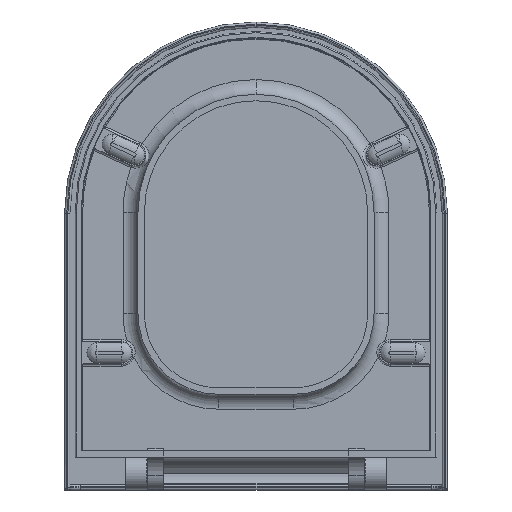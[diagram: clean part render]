
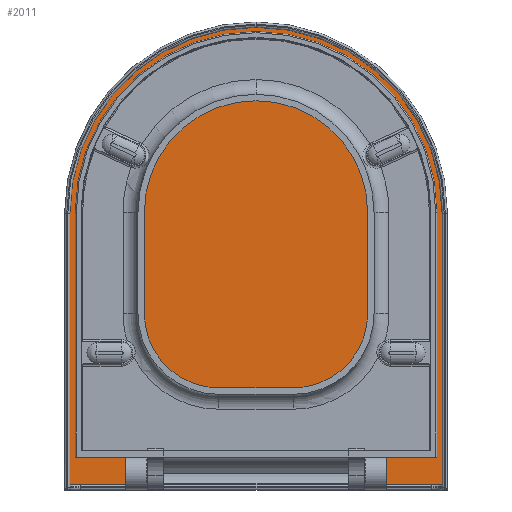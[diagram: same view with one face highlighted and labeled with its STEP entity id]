
A CAD part, front view. The second image highlights one B-rep face of the part: STEP entity #2011.
In plain terms, the highlighted planar face has unit normal (0, -1, 0).
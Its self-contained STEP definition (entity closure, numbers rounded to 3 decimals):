
#23 = EDGE_CURVE ( 'NONE', #7977, #63, #4578, .T. ) ;
#60 = VECTOR ( 'NONE', #3528, 1000. ) ;
#63 = VERTEX_POINT ( 'NONE', #2654 ) ;
#92 = VECTOR ( 'NONE', #8223, 1000. ) ;
#96 = EDGE_LOOP ( 'NONE', ( #6744, #1743, #8028, #7923, #5210, #3715, #6534, #3065, #532, #5890 ) ) ;
#118 = VERTEX_POINT ( 'NONE', #3346 ) ;
#194 = VERTEX_POINT ( 'NONE', #7954 ) ;
#330 = VECTOR ( 'NONE', #1717, 1000. ) ;
#356 = CARTESIAN_POINT ( 'NONE',  ( -122.5, 40., 37. ) ) ;
#442 = DIRECTION ( 'NONE',  ( 0., 1., 0. ) ) ;
#447 = EDGE_CURVE ( 'NONE', #3403, #7977, #1730, .T. ) ;
#519 = LINE ( 'NONE', #5776, #3687 ) ;
#532 = ORIENTED_EDGE ( 'NONE', *, *, #3566, .T. ) ;
#686 = VECTOR ( 'NONE', #8107, 1000. ) ;
#729 = EDGE_CURVE ( 'NONE', #7787, #118, #6282, .T. ) ;
#780 = PLANE ( 'NONE',  #1862 ) ;
#825 = DIRECTION ( 'NONE',  ( 0., 0., 1. ) ) ;
#956 = VECTOR ( 'NONE', #1678, 1000. ) ;
#1174 = CARTESIAN_POINT ( 'NONE',  ( -122.5, 40., 5. ) ) ;
#1378 = CARTESIAN_POINT ( 'NONE',  ( 175., 40., 5. ) ) ;
#1549 = EDGE_CURVE ( 'NONE', #4940, #194, #5640, .T. ) ;
#1599 = CARTESIAN_POINT ( 'NONE',  ( 110.116, 40., 37. ) ) ;
#1639 = AXIS2_PLACEMENT_3D ( 'NONE', #4344, #3691, #7035 ) ;
#1678 = DIRECTION ( 'NONE',  ( -1., 0., 0. ) ) ;
#1717 = DIRECTION ( 'NONE',  ( 0., 0., 1. ) ) ;
#1720 = EDGE_CURVE ( 'NONE', #6432, #118, #8148, .T. ) ;
#1730 = LINE ( 'NONE', #5641, #8070 ) ;
#1743 = ORIENTED_EDGE ( 'NONE', *, *, #4730, .T. ) ;
#1779 = CARTESIAN_POINT ( 'NONE',  ( 0., 40., 260. ) ) ;
#1862 = AXIS2_PLACEMENT_3D ( 'NONE', #6866, #2876, #825 ) ;
#1939 = VECTOR ( 'NONE', #4379, 1000. ) ;
#2011 = ADVANCED_FACE ( 'NONE', ( #4216, #2918 ), #780, .F. ) ;
#2137 = EDGE_CURVE ( 'NONE', #194, #7529, #2794, .T. ) ;
#2396 = LINE ( 'NONE', #5039, #92 ) ;
#2499 = AXIS2_PLACEMENT_3D ( 'NONE', #1779, #4430, #7089 ) ;
#2654 = CARTESIAN_POINT ( 'NONE',  ( 175., 40., 260. ) ) ;
#2733 = ORIENTED_EDGE ( 'NONE', *, *, #6836, .T. ) ;
#2761 = VECTOR ( 'NONE', #8367, 1000. ) ;
#2794 = LINE ( 'NONE', #5432, #60 ) ;
#2845 = EDGE_CURVE ( 'NONE', #4608, #5647, #2994, .T. ) ;
#2846 = EDGE_CURVE ( 'NONE', #63, #4940, #519, .T. ) ;
#2876 = DIRECTION ( 'NONE',  ( 0., 1., 0. ) ) ;
#2918 = FACE_OUTER_BOUND ( 'NONE', #96, .T. ) ;
#2994 = CIRCLE ( 'NONE', #7847, 22.5 ) ;
#3065 = ORIENTED_EDGE ( 'NONE', *, *, #5912, .F. ) ;
#3308 = CARTESIAN_POINT ( 'NONE',  ( -128., 40., 297.5 ) ) ;
#3346 = CARTESIAN_POINT ( 'NONE',  ( -104.5, 40., 37. ) ) ;
#3403 = VERTEX_POINT ( 'NONE', #3465 ) ;
#3465 = CARTESIAN_POINT ( 'NONE',  ( -175., 40., 5. ) ) ;
#3528 = DIRECTION ( 'NONE',  ( 0., 0., 1. ) ) ;
#3566 = EDGE_CURVE ( 'NONE', #6392, #6432, #5098, .T. ) ;
#3687 = VECTOR ( 'NONE', #3858, 1000. ) ;
#3691 = DIRECTION ( 'NONE',  ( 0., 1., 0. ) ) ;
#3715 = ORIENTED_EDGE ( 'NONE', *, *, #23, .F. ) ;
#3858 = DIRECTION ( 'NONE',  ( 0., 0., -1. ) ) ;
#4216 = FACE_BOUND ( 'NONE', #8249, .T. ) ;
#4295 = DIRECTION ( 'NONE',  ( 0., 0., 1. ) ) ;
#4344 = CARTESIAN_POINT ( 'NONE',  ( -128., 40., 320. ) ) ;
#4379 = DIRECTION ( 'NONE',  ( -1., 0., 0. ) ) ;
#4430 = DIRECTION ( 'NONE',  ( 0., 1., 0. ) ) ;
#4540 = CIRCLE ( 'NONE', #1639, 22.5 ) ;
#4578 = CIRCLE ( 'NONE', #2499, 175. ) ;
#4608 = VERTEX_POINT ( 'NONE', #3308 ) ;
#4716 = CARTESIAN_POINT ( 'NONE',  ( -175., 40., 260. ) ) ;
#4730 = EDGE_CURVE ( 'NONE', #7787, #7529, #2396, .T. ) ;
#4940 = VERTEX_POINT ( 'NONE', #1378 ) ;
#5039 = CARTESIAN_POINT ( 'NONE',  ( 122.5, 40., 37. ) ) ;
#5098 = LINE ( 'NONE', #7755, #330 ) ;
#5210 = ORIENTED_EDGE ( 'NONE', *, *, #2846, .F. ) ;
#5256 = ORIENTED_EDGE ( 'NONE', *, *, #2845, .T. ) ;
#5432 = CARTESIAN_POINT ( 'NONE',  ( 122.5, 40., 5. ) ) ;
#5588 = LINE ( 'NONE', #7014, #2761 ) ;
#5640 = LINE ( 'NONE', #8295, #1939 ) ;
#5641 = CARTESIAN_POINT ( 'NONE',  ( -175., 40., 260. ) ) ;
#5647 = VERTEX_POINT ( 'NONE', #6317 ) ;
#5776 = CARTESIAN_POINT ( 'NONE',  ( 175., 40., 260. ) ) ;
#5890 = ORIENTED_EDGE ( 'NONE', *, *, #1720, .T. ) ;
#5912 = EDGE_CURVE ( 'NONE', #6392, #3403, #5588, .T. ) ;
#6017 = CARTESIAN_POINT ( 'NONE',  ( 0., 40., 37. ) ) ;
#6037 = CARTESIAN_POINT ( 'NONE',  ( 104.5, 40., 37. ) ) ;
#6282 = LINE ( 'NONE', #1599, #956 ) ;
#6317 = CARTESIAN_POINT ( 'NONE',  ( -128., 40., 342.5 ) ) ;
#6392 = VERTEX_POINT ( 'NONE', #1174 ) ;
#6432 = VERTEX_POINT ( 'NONE', #356 ) ;
#6466 = CARTESIAN_POINT ( 'NONE',  ( -128., 40., 320. ) ) ;
#6534 = ORIENTED_EDGE ( 'NONE', *, *, #447, .F. ) ;
#6744 = ORIENTED_EDGE ( 'NONE', *, *, #729, .F. ) ;
#6836 = EDGE_CURVE ( 'NONE', #5647, #4608, #4540, .T. ) ;
#6866 = CARTESIAN_POINT ( 'NONE',  ( 0., 40., 260. ) ) ;
#7014 = CARTESIAN_POINT ( 'NONE',  ( -180., 40., 5. ) ) ;
#7035 = DIRECTION ( 'NONE',  ( 0., 0., 1. ) ) ;
#7089 = DIRECTION ( 'NONE',  ( 0., 0., 1. ) ) ;
#7529 = VERTEX_POINT ( 'NONE', #8269 ) ;
#7689 = DIRECTION ( 'NONE',  ( 0., 0., 1. ) ) ;
#7755 = CARTESIAN_POINT ( 'NONE',  ( -122.5, 40., 5. ) ) ;
#7787 = VERTEX_POINT ( 'NONE', #6037 ) ;
#7847 = AXIS2_PLACEMENT_3D ( 'NONE', #6466, #442, #7689 ) ;
#7923 = ORIENTED_EDGE ( 'NONE', *, *, #1549, .F. ) ;
#7954 = CARTESIAN_POINT ( 'NONE',  ( 122.5, 40., 5. ) ) ;
#7977 = VERTEX_POINT ( 'NONE', #4716 ) ;
#8028 = ORIENTED_EDGE ( 'NONE', *, *, #2137, .F. ) ;
#8070 = VECTOR ( 'NONE', #4295, 1000. ) ;
#8107 = DIRECTION ( 'NONE',  ( 1., 0., 0. ) ) ;
#8148 = LINE ( 'NONE', #6017, #686 ) ;
#8223 = DIRECTION ( 'NONE',  ( 1., 0., 0. ) ) ;
#8249 = EDGE_LOOP ( 'NONE', ( #2733, #5256 ) ) ;
#8269 = CARTESIAN_POINT ( 'NONE',  ( 122.5, 40., 37. ) ) ;
#8295 = CARTESIAN_POINT ( 'NONE',  ( -180., 40., 5. ) ) ;
#8367 = DIRECTION ( 'NONE',  ( -1., 0., 0. ) ) ;
